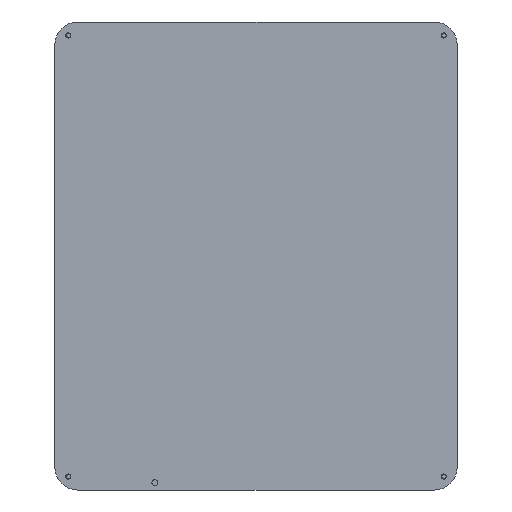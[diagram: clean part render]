
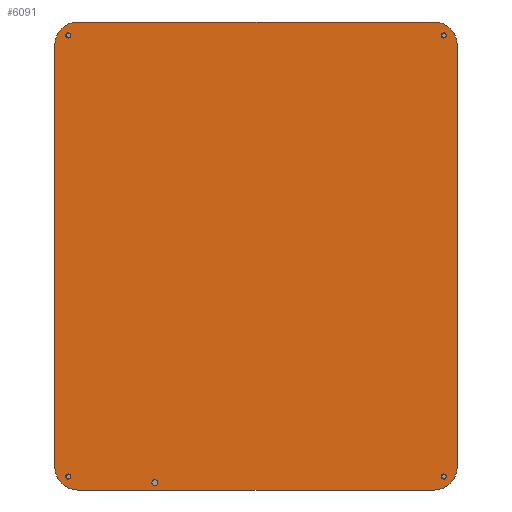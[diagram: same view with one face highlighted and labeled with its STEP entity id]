
A CAD part, front view. The second image highlights one B-rep face of the part: STEP entity #6091.
In plain terms, the highlighted planar face has unit normal (0, -1, 0).
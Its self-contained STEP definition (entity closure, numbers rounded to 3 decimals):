
#106=FACE_BOUND('',#1022,.T.);
#107=FACE_BOUND('',#1023,.T.);
#108=FACE_BOUND('',#1024,.T.);
#109=FACE_BOUND('',#1025,.T.);
#110=FACE_BOUND('',#1026,.T.);
#267=PLANE('',#6547);
#362=CIRCLE('',#6518,1.65);
#372=CIRCLE('',#6531,1.05);
#374=CIRCLE('',#6535,1.05);
#376=CIRCLE('',#6539,1.05);
#378=CIRCLE('',#6543,1.05);
#379=CIRCLE('',#6545,12.7);
#380=CIRCLE('',#6548,12.7);
#381=CIRCLE('',#6549,12.7);
#382=CIRCLE('',#6550,12.7);
#667=FACE_OUTER_BOUND('',#1021,.T.);
#1021=EDGE_LOOP('',(#5401,#5402,#5403,#5404,#5405,#5406,#5407,#5408));
#1022=EDGE_LOOP('',(#5409));
#1023=EDGE_LOOP('',(#5410));
#1024=EDGE_LOOP('',(#5411));
#1025=EDGE_LOOP('',(#5412));
#1026=EDGE_LOOP('',(#5413));
#1756=LINE('',#15904,#2353);
#1758=LINE('',#15908,#2355);
#1759=LINE('',#15912,#2356);
#1760=LINE('',#15916,#2357);
#2353=VECTOR('',#7782,10.);
#2355=VECTOR('',#7786,10.);
#2356=VECTOR('',#7789,10.);
#2357=VECTOR('',#7792,10.);
#2944=VERTEX_POINT('',#15836);
#2958=VERTEX_POINT('',#15869);
#2960=VERTEX_POINT('',#15877);
#2962=VERTEX_POINT('',#15885);
#2964=VERTEX_POINT('',#15893);
#2965=VERTEX_POINT('',#15897);
#2966=VERTEX_POINT('',#15899);
#2967=VERTEX_POINT('',#15903);
#2968=VERTEX_POINT('',#15907);
#2969=VERTEX_POINT('',#15909);
#2970=VERTEX_POINT('',#15911);
#2971=VERTEX_POINT('',#15913);
#2972=VERTEX_POINT('',#15915);
#3763=EDGE_CURVE('',#2944,#2944,#362,.T.);
#3779=EDGE_CURVE('',#2958,#2958,#372,.T.);
#3783=EDGE_CURVE('',#2960,#2960,#374,.T.);
#3787=EDGE_CURVE('',#2962,#2962,#376,.T.);
#3791=EDGE_CURVE('',#2964,#2964,#378,.T.);
#3793=EDGE_CURVE('',#2965,#2966,#379,.T.);
#3795=EDGE_CURVE('',#2966,#2967,#1756,.T.);
#3797=EDGE_CURVE('',#2968,#2965,#1758,.T.);
#3798=EDGE_CURVE('',#2969,#2968,#380,.T.);
#3799=EDGE_CURVE('',#2970,#2969,#1759,.T.);
#3800=EDGE_CURVE('',#2971,#2970,#381,.T.);
#3801=EDGE_CURVE('',#2972,#2971,#1760,.T.);
#3802=EDGE_CURVE('',#2967,#2972,#382,.T.);
#5401=ORIENTED_EDGE('',*,*,#3793,.F.);
#5402=ORIENTED_EDGE('',*,*,#3797,.F.);
#5403=ORIENTED_EDGE('',*,*,#3798,.F.);
#5404=ORIENTED_EDGE('',*,*,#3799,.F.);
#5405=ORIENTED_EDGE('',*,*,#3800,.F.);
#5406=ORIENTED_EDGE('',*,*,#3801,.F.);
#5407=ORIENTED_EDGE('',*,*,#3802,.F.);
#5408=ORIENTED_EDGE('',*,*,#3795,.F.);
#5409=ORIENTED_EDGE('',*,*,#3763,.T.);
#5410=ORIENTED_EDGE('',*,*,#3779,.T.);
#5411=ORIENTED_EDGE('',*,*,#3783,.T.);
#5412=ORIENTED_EDGE('',*,*,#3791,.T.);
#5413=ORIENTED_EDGE('',*,*,#3787,.T.);
#6091=ADVANCED_FACE('',(#667,#106,#107,#108,#109,#110),#267,.F.);
#6518=AXIS2_PLACEMENT_3D('',#15838,#7710,#7711);
#6531=AXIS2_PLACEMENT_3D('',#15871,#7742,#7743);
#6535=AXIS2_PLACEMENT_3D('',#15879,#7752,#7753);
#6539=AXIS2_PLACEMENT_3D('',#15887,#7762,#7763);
#6543=AXIS2_PLACEMENT_3D('',#15895,#7772,#7773);
#6545=AXIS2_PLACEMENT_3D('',#15900,#7777,#7778);
#6547=AXIS2_PLACEMENT_3D('',#15906,#7784,#7785);
#6548=AXIS2_PLACEMENT_3D('',#15910,#7787,#7788);
#6549=AXIS2_PLACEMENT_3D('',#15914,#7790,#7791);
#6550=AXIS2_PLACEMENT_3D('',#15917,#7793,#7794);
#7710=DIRECTION('center_axis',(0.,1.,0.));
#7711=DIRECTION('ref_axis',(-1.,0.,0.));
#7742=DIRECTION('center_axis',(0.,1.,0.));
#7743=DIRECTION('ref_axis',(1.,0.,0.));
#7752=DIRECTION('center_axis',(0.,1.,0.));
#7753=DIRECTION('ref_axis',(1.,0.,0.));
#7762=DIRECTION('center_axis',(0.,1.,0.));
#7763=DIRECTION('ref_axis',(-1.,0.,0.));
#7772=DIRECTION('center_axis',(0.,1.,0.));
#7773=DIRECTION('ref_axis',(-1.,0.,0.));
#7777=DIRECTION('center_axis',(0.,1.,0.));
#7778=DIRECTION('ref_axis',(0.707,0.,0.707));
#7782=DIRECTION('',(0.,0.,-1.));
#7784=DIRECTION('center_axis',(0.,1.,0.));
#7785=DIRECTION('ref_axis',(1.,0.,0.));
#7786=DIRECTION('',(1.,0.,0.));
#7787=DIRECTION('center_axis',(0.,1.,0.));
#7788=DIRECTION('ref_axis',(-0.707,0.,0.707));
#7789=DIRECTION('',(0.,0.,1.));
#7790=DIRECTION('center_axis',(0.,1.,0.));
#7791=DIRECTION('ref_axis',(-0.707,0.,-0.707));
#7792=DIRECTION('',(-1.,0.,0.));
#7793=DIRECTION('center_axis',(0.,1.,0.));
#7794=DIRECTION('ref_axis',(0.707,0.,-0.707));
#15836=CARTESIAN_POINT('',(-53.85,0.,-124.5));
#15838=CARTESIAN_POINT('Origin',(-55.5,0.,-124.5));
#15869=CARTESIAN_POINT('',(102.05,0.,-121.1));
#15871=CARTESIAN_POINT('Origin',(103.1,0.,-121.1));
#15877=CARTESIAN_POINT('',(102.05,0.,121.1));
#15879=CARTESIAN_POINT('Origin',(103.1,0.,121.1));
#15885=CARTESIAN_POINT('',(-102.05,0.,121.1));
#15887=CARTESIAN_POINT('Origin',(-103.1,0.,121.1));
#15893=CARTESIAN_POINT('',(-102.05,0.,-121.1));
#15895=CARTESIAN_POINT('Origin',(-103.1,0.,-121.1));
#15897=CARTESIAN_POINT('',(97.8,0.,128.5));
#15899=CARTESIAN_POINT('',(110.5,0.,115.8));
#15900=CARTESIAN_POINT('Origin',(97.8,0.,115.8));
#15903=CARTESIAN_POINT('',(110.5,0.,-115.8));
#15904=CARTESIAN_POINT('',(110.5,0.,128.5));
#15906=CARTESIAN_POINT('Origin',(0.,0.,0.));
#15907=CARTESIAN_POINT('',(-97.8,0.,128.5));
#15908=CARTESIAN_POINT('',(-110.5,0.,128.5));
#15909=CARTESIAN_POINT('',(-110.5,0.,115.8));
#15910=CARTESIAN_POINT('Origin',(-97.8,0.,115.8));
#15911=CARTESIAN_POINT('',(-110.5,0.,-115.8));
#15912=CARTESIAN_POINT('',(-110.5,0.,-128.5));
#15913=CARTESIAN_POINT('',(-97.8,0.,-128.5));
#15914=CARTESIAN_POINT('Origin',(-97.8,0.,-115.8));
#15915=CARTESIAN_POINT('',(97.8,0.,-128.5));
#15916=CARTESIAN_POINT('',(110.5,0.,-128.5));
#15917=CARTESIAN_POINT('Origin',(97.8,0.,-115.8));
